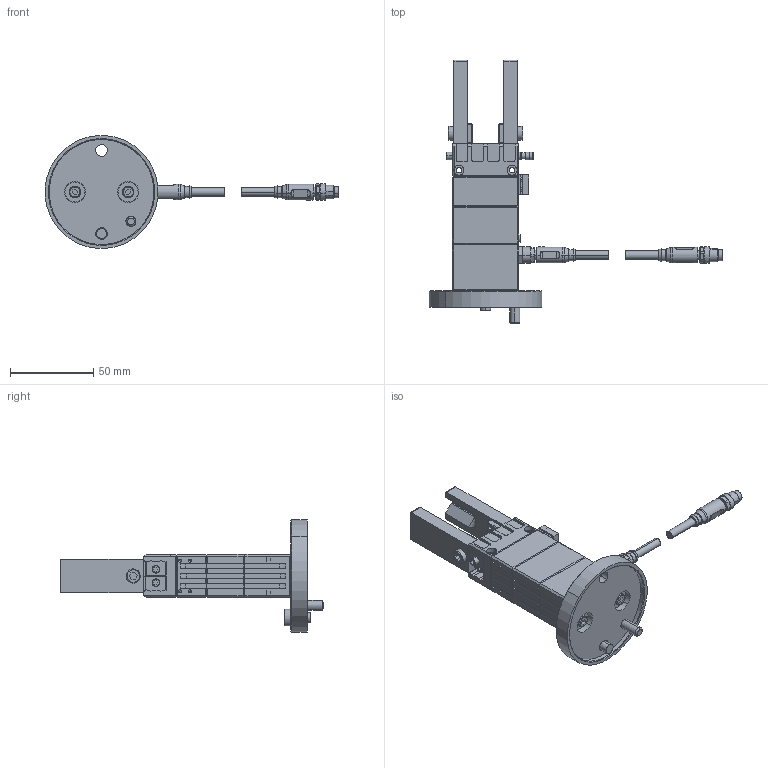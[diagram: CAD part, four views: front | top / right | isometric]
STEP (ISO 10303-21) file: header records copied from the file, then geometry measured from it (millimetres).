
FILE_DESCRIPTION (( 'STEP AP214' ), '1' );
FILE_NAME ('Standardgreifer_EGP-40-N-N-B.STEP', '2022-04-12T09:37:28', ( '' ), ( '' ), 'SwSTEP 2.0', 'SolidWorks 2017', '' );
FILE_SCHEMA (( 'AUTOMOTIVE_DESIGN' ));
Length unit declared in the file: millimetre
Products named in the file (19): P003458; P003461; P005815; P003454; P003455; P003459; P003456; P003462; P003460; P003492; P005814; P004602; P003457; P005813; P005817; Standardgreifer_EGP-40-N-N-B; P002935; P000450_DIN 7984 M6x12 + Tuflok; P000122_DIN 7984 M4x12 + PreCote
Assembly tree (31 placements, depth 3):
  Standardgreifer_EGP-40-N-N-B
    P005815  x2
    P003454
      P003460
      P003459  x2
      P003461  x2
      P003457  x4
      P003456  x3
      P003462
      P003455
      P003458
    P003492
    P005814  x2
    P000122_DIN 7984 M4x12 + PreCote  x2
    P004602  x2
    P002935  x2
    P000450_DIN 7984 M6x12 + Tuflok  x2
    P005813
    P005817
Bounding box: 176.47 x 158.65 x 67.74 mm (x, y, z)
Volume: 133638.3 mm3; surface area: 50878.3 mm2
Topology: 31 solids, 31 shells, 1354 faces, 3355 edges, 2123 vertices
Faces by surface type: plane 765, cylinder 408, cone 101, torus 48, bspline 24, sphere 8
Entity records: 44204 total; most frequent: CARTESIAN_POINT 7699, DIRECTION 5319, ORIENTED_EDGE 5198, EDGE_CURVE 2599, AXIS2_PLACEMENT_3D 1807, LINE 1705, VECTOR 1705, VERTEX_POINT 1661
